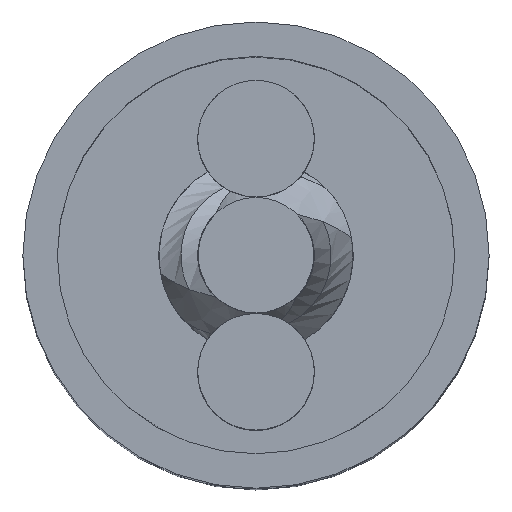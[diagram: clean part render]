
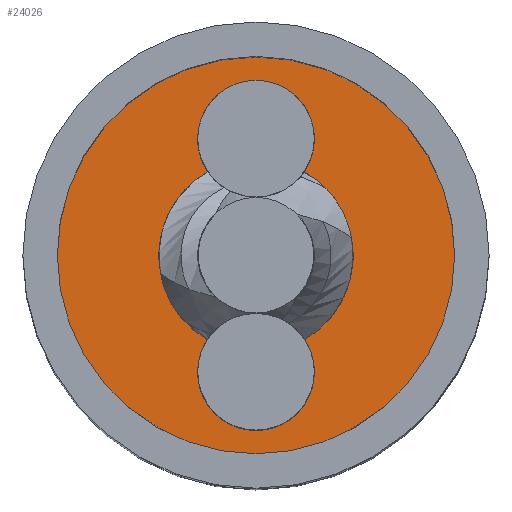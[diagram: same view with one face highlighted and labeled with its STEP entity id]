
A CAD part, top view. The second image highlights one B-rep face of the part: STEP entity #24026.
In plain terms, the highlighted planar face has unit normal (0, 0, 1).
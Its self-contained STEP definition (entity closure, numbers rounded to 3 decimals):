
#23099 = CYLINDRICAL_SURFACE('',#23100,110.);
#23100 = AXIS2_PLACEMENT_3D('',#23101,#23102,#23103);
#23101 = CARTESIAN_POINT('',(0.,220.,0.));
#23102 = DIRECTION('',(-0.,-0.,-1.));
#23103 = DIRECTION('',(1.,0.,0.));
#23128 = CYLINDRICAL_SURFACE('',#23129,183.333);
#23129 = AXIS2_PLACEMENT_3D('',#23130,#23131,#23132);
#23130 = CARTESIAN_POINT('',(0.,0.,0.));
#23131 = DIRECTION('',(-0.,-0.,-1.));
#23132 = DIRECTION('',(1.,0.,0.));
#23157 = CYLINDRICAL_SURFACE('',#23158,110.);
#23158 = AXIS2_PLACEMENT_3D('',#23159,#23160,#23161);
#23159 = CARTESIAN_POINT('',(0.,-220.,0.));
#23160 = DIRECTION('',(-0.,-0.,-1.));
#23161 = DIRECTION('',(1.,0.,0.));
#23184 = CYLINDRICAL_SURFACE('',#23185,183.333);
#23185 = AXIS2_PLACEMENT_3D('',#23186,#23187,#23188);
#23186 = CARTESIAN_POINT('',(0.,0.,0.));
#23187 = DIRECTION('',(-0.,-0.,-1.));
#23188 = DIRECTION('',(1.,0.,0.));
#23223 = CYLINDRICAL_SURFACE('',#23224,375.);
#23224 = AXIS2_PLACEMENT_3D('',#23225,#23226,#23227);
#23225 = CARTESIAN_POINT('',(0.,0.,1256.667));
#23226 = DIRECTION('',(-0.,-0.,-1.));
#23227 = DIRECTION('',(1.,0.,0.));
#23765 = VERTEX_POINT('',#23766);
#23766 = CARTESIAN_POINT('',(91.463,158.889,
    1256.667));
#23787 = VERTEX_POINT('',#23788);
#23788 = CARTESIAN_POINT('',(-91.463,158.889,
    1256.667));
#23807 = EDGE_CURVE('',#23787,#23765,#23808,.T.);
#23808 = SURFACE_CURVE('',#23809,(#23814,#23821),.PCURVE_S1.);
#23809 = CIRCLE('',#23810,110.);
#23810 = AXIS2_PLACEMENT_3D('',#23811,#23812,#23813);
#23811 = CARTESIAN_POINT('',(0.,220.,1256.667));
#23812 = DIRECTION('',(0.,0.,-1.));
#23813 = DIRECTION('',(1.,0.,0.));
#23814 = PCURVE('',#23099,#23815);
#23815 = DEFINITIONAL_REPRESENTATION('',(#23816),#23820);
#23816 = LINE('',#23817,#23818);
#23817 = CARTESIAN_POINT('',(0.,-1256.667));
#23818 = VECTOR('',#23819,1.);
#23819 = DIRECTION('',(1.,-0.));
#23820 = ( GEOMETRIC_REPRESENTATION_CONTEXT(2) 
PARAMETRIC_REPRESENTATION_CONTEXT() REPRESENTATION_CONTEXT('2D SPACE',''
  ) );
#23821 = PCURVE('',#23822,#23827);
#23822 = PLANE('',#23823);
#23823 = AXIS2_PLACEMENT_3D('',#23824,#23825,#23826);
#23824 = CARTESIAN_POINT('',(0.,0.,
    1256.667));
#23825 = DIRECTION('',(0.,0.,1.));
#23826 = DIRECTION('',(1.,0.,-0.));
#23827 = DEFINITIONAL_REPRESENTATION('',(#23828),#23836);
#23828 = ( BOUNDED_CURVE() B_SPLINE_CURVE(2,(#23829,#23830,#23831,#23832
    ,#23833,#23834,#23835),.UNSPECIFIED.,.T.,.F.) 
B_SPLINE_CURVE_WITH_KNOTS((1,2,2,2,2,1),(-2.094,0.,
    2.094,4.189,6.283,8.378),
.UNSPECIFIED.) CURVE() GEOMETRIC_REPRESENTATION_ITEM() 
RATIONAL_B_SPLINE_CURVE((1.,0.5,1.,0.5,1.,0.5,1.)) REPRESENTATION_ITEM(
  '') );
#23829 = CARTESIAN_POINT('',(110.,220.));
#23830 = CARTESIAN_POINT('',(110.,29.474));
#23831 = CARTESIAN_POINT('',(-55.,124.737));
#23832 = CARTESIAN_POINT('',(-220.,220.));
#23833 = CARTESIAN_POINT('',(-55.,315.263));
#23834 = CARTESIAN_POINT('',(110.,410.526));
#23835 = CARTESIAN_POINT('',(110.,220.));
#23836 = ( GEOMETRIC_REPRESENTATION_CONTEXT(2) 
PARAMETRIC_REPRESENTATION_CONTEXT() REPRESENTATION_CONTEXT('2D SPACE',''
  ) );
#23842 = EDGE_CURVE('',#23765,#23843,#23845,.T.);
#23843 = VERTEX_POINT('',#23844);
#23844 = CARTESIAN_POINT('',(91.463,-158.889,
    1256.667));
#23845 = SURFACE_CURVE('',#23846,(#23851,#23858),.PCURVE_S1.);
#23846 = CIRCLE('',#23847,183.333);
#23847 = AXIS2_PLACEMENT_3D('',#23848,#23849,#23850);
#23848 = CARTESIAN_POINT('',(0.,0.,1256.667));
#23849 = DIRECTION('',(0.,0.,-1.));
#23850 = DIRECTION('',(1.,0.,0.));
#23851 = PCURVE('',#23128,#23852);
#23852 = DEFINITIONAL_REPRESENTATION('',(#23853),#23857);
#23853 = LINE('',#23854,#23855);
#23854 = CARTESIAN_POINT('',(-6.283,-1256.667));
#23855 = VECTOR('',#23856,1.);
#23856 = DIRECTION('',(1.,-0.));
#23857 = ( GEOMETRIC_REPRESENTATION_CONTEXT(2) 
PARAMETRIC_REPRESENTATION_CONTEXT() REPRESENTATION_CONTEXT('2D SPACE',''
  ) );
#23858 = PCURVE('',#23822,#23859);
#23859 = DEFINITIONAL_REPRESENTATION('',(#23860),#23868);
#23860 = ( BOUNDED_CURVE() B_SPLINE_CURVE(2,(#23861,#23862,#23863,#23864
    ,#23865,#23866,#23867),.UNSPECIFIED.,.T.,.F.) 
B_SPLINE_CURVE_WITH_KNOTS((1,2,2,2,2,1),(-2.094,0.,
    2.094,4.189,6.283,8.378),
.UNSPECIFIED.) CURVE() GEOMETRIC_REPRESENTATION_ITEM() 
RATIONAL_B_SPLINE_CURVE((1.,0.5,1.,0.5,1.,0.5,1.)) REPRESENTATION_ITEM(
  '') );
#23861 = CARTESIAN_POINT('',(183.333,0.));
#23862 = CARTESIAN_POINT('',(183.333,-317.543));
#23863 = CARTESIAN_POINT('',(-91.667,-158.771));
#23864 = CARTESIAN_POINT('',(-366.667,0.));
#23865 = CARTESIAN_POINT('',(-91.667,158.771));
#23866 = CARTESIAN_POINT('',(183.333,317.543));
#23867 = CARTESIAN_POINT('',(183.333,0.));
#23868 = ( GEOMETRIC_REPRESENTATION_CONTEXT(2) 
PARAMETRIC_REPRESENTATION_CONTEXT() REPRESENTATION_CONTEXT('2D SPACE',''
  ) );
#23894 = VERTEX_POINT('',#23895);
#23895 = CARTESIAN_POINT('',(-91.463,-158.889,
    1256.667));
#23916 = EDGE_CURVE('',#23843,#23894,#23917,.T.);
#23917 = SURFACE_CURVE('',#23918,(#23923,#23930),.PCURVE_S1.);
#23918 = CIRCLE('',#23919,110.);
#23919 = AXIS2_PLACEMENT_3D('',#23920,#23921,#23922);
#23920 = CARTESIAN_POINT('',(0.,-220.,1256.667));
#23921 = DIRECTION('',(0.,0.,-1.));
#23922 = DIRECTION('',(1.,0.,0.));
#23923 = PCURVE('',#23157,#23924);
#23924 = DEFINITIONAL_REPRESENTATION('',(#23925),#23929);
#23925 = LINE('',#23926,#23927);
#23926 = CARTESIAN_POINT('',(-6.283,-1256.667));
#23927 = VECTOR('',#23928,1.);
#23928 = DIRECTION('',(1.,-0.));
#23929 = ( GEOMETRIC_REPRESENTATION_CONTEXT(2) 
PARAMETRIC_REPRESENTATION_CONTEXT() REPRESENTATION_CONTEXT('2D SPACE',''
  ) );
#23930 = PCURVE('',#23822,#23931);
#23931 = DEFINITIONAL_REPRESENTATION('',(#23932),#23940);
#23932 = ( BOUNDED_CURVE() B_SPLINE_CURVE(2,(#23933,#23934,#23935,#23936
    ,#23937,#23938,#23939),.UNSPECIFIED.,.T.,.F.) 
B_SPLINE_CURVE_WITH_KNOTS((1,2,2,2,2,1),(-2.094,0.,
    2.094,4.189,6.283,8.378),
.UNSPECIFIED.) CURVE() GEOMETRIC_REPRESENTATION_ITEM() 
RATIONAL_B_SPLINE_CURVE((1.,0.5,1.,0.5,1.,0.5,1.)) REPRESENTATION_ITEM(
  '') );
#23933 = CARTESIAN_POINT('',(110.,-220.));
#23934 = CARTESIAN_POINT('',(110.,-410.526));
#23935 = CARTESIAN_POINT('',(-55.,-315.263));
#23936 = CARTESIAN_POINT('',(-220.,-220.));
#23937 = CARTESIAN_POINT('',(-55.,-124.737));
#23938 = CARTESIAN_POINT('',(110.,-29.474));
#23939 = CARTESIAN_POINT('',(110.,-220.));
#23940 = ( GEOMETRIC_REPRESENTATION_CONTEXT(2) 
PARAMETRIC_REPRESENTATION_CONTEXT() REPRESENTATION_CONTEXT('2D SPACE',''
  ) );
#23946 = EDGE_CURVE('',#23894,#23787,#23947,.T.);
#23947 = SURFACE_CURVE('',#23948,(#23953,#23960),.PCURVE_S1.);
#23948 = CIRCLE('',#23949,183.333);
#23949 = AXIS2_PLACEMENT_3D('',#23950,#23951,#23952);
#23950 = CARTESIAN_POINT('',(0.,0.,1256.667));
#23951 = DIRECTION('',(0.,0.,-1.));
#23952 = DIRECTION('',(1.,0.,0.));
#23953 = PCURVE('',#23184,#23954);
#23954 = DEFINITIONAL_REPRESENTATION('',(#23955),#23959);
#23955 = LINE('',#23956,#23957);
#23956 = CARTESIAN_POINT('',(0.,-1256.667));
#23957 = VECTOR('',#23958,1.);
#23958 = DIRECTION('',(1.,-0.));
#23959 = ( GEOMETRIC_REPRESENTATION_CONTEXT(2) 
PARAMETRIC_REPRESENTATION_CONTEXT() REPRESENTATION_CONTEXT('2D SPACE',''
  ) );
#23960 = PCURVE('',#23822,#23961);
#23961 = DEFINITIONAL_REPRESENTATION('',(#23962),#23970);
#23962 = ( BOUNDED_CURVE() B_SPLINE_CURVE(2,(#23963,#23964,#23965,#23966
    ,#23967,#23968,#23969),.UNSPECIFIED.,.T.,.F.) 
B_SPLINE_CURVE_WITH_KNOTS((1,2,2,2,2,1),(-2.094,0.,
    2.094,4.189,6.283,8.378),
.UNSPECIFIED.) CURVE() GEOMETRIC_REPRESENTATION_ITEM() 
RATIONAL_B_SPLINE_CURVE((1.,0.5,1.,0.5,1.,0.5,1.)) REPRESENTATION_ITEM(
  '') );
#23963 = CARTESIAN_POINT('',(183.333,0.));
#23964 = CARTESIAN_POINT('',(183.333,-317.543));
#23965 = CARTESIAN_POINT('',(-91.667,-158.771));
#23966 = CARTESIAN_POINT('',(-366.667,0.));
#23967 = CARTESIAN_POINT('',(-91.667,158.771));
#23968 = CARTESIAN_POINT('',(183.333,317.543));
#23969 = CARTESIAN_POINT('',(183.333,0.));
#23970 = ( GEOMETRIC_REPRESENTATION_CONTEXT(2) 
PARAMETRIC_REPRESENTATION_CONTEXT() REPRESENTATION_CONTEXT('2D SPACE',''
  ) );
#23979 = VERTEX_POINT('',#23980);
#23980 = CARTESIAN_POINT('',(375.,0.,1256.667));
#24001 = EDGE_CURVE('',#23979,#23979,#24002,.T.);
#24002 = SURFACE_CURVE('',#24003,(#24008,#24015),.PCURVE_S1.);
#24003 = CIRCLE('',#24004,375.);
#24004 = AXIS2_PLACEMENT_3D('',#24005,#24006,#24007);
#24005 = CARTESIAN_POINT('',(0.,0.,1256.667));
#24006 = DIRECTION('',(0.,0.,1.));
#24007 = DIRECTION('',(1.,0.,-0.));
#24008 = PCURVE('',#23223,#24009);
#24009 = DEFINITIONAL_REPRESENTATION('',(#24010),#24014);
#24010 = LINE('',#24011,#24012);
#24011 = CARTESIAN_POINT('',(6.283,0.));
#24012 = VECTOR('',#24013,1.);
#24013 = DIRECTION('',(-1.,0.));
#24014 = ( GEOMETRIC_REPRESENTATION_CONTEXT(2) 
PARAMETRIC_REPRESENTATION_CONTEXT() REPRESENTATION_CONTEXT('2D SPACE',''
  ) );
#24015 = PCURVE('',#23822,#24016);
#24016 = DEFINITIONAL_REPRESENTATION('',(#24017),#24021);
#24017 = CIRCLE('',#24018,375.);
#24018 = AXIS2_PLACEMENT_2D('',#24019,#24020);
#24019 = CARTESIAN_POINT('',(0.,0.));
#24020 = DIRECTION('',(1.,0.));
#24021 = ( GEOMETRIC_REPRESENTATION_CONTEXT(2) 
PARAMETRIC_REPRESENTATION_CONTEXT() REPRESENTATION_CONTEXT('2D SPACE',''
  ) );
#24026 = ADVANCED_FACE('',(#24027,#24030),#23822,.T.);
#24027 = FACE_BOUND('',#24028,.T.);
#24028 = EDGE_LOOP('',(#24029));
#24029 = ORIENTED_EDGE('',*,*,#24001,.T.);
#24030 = FACE_BOUND('',#24031,.T.);
#24031 = EDGE_LOOP('',(#24032,#24033,#24034,#24035));
#24032 = ORIENTED_EDGE('',*,*,#23946,.T.);
#24033 = ORIENTED_EDGE('',*,*,#23807,.T.);
#24034 = ORIENTED_EDGE('',*,*,#23842,.T.);
#24035 = ORIENTED_EDGE('',*,*,#23916,.T.);
